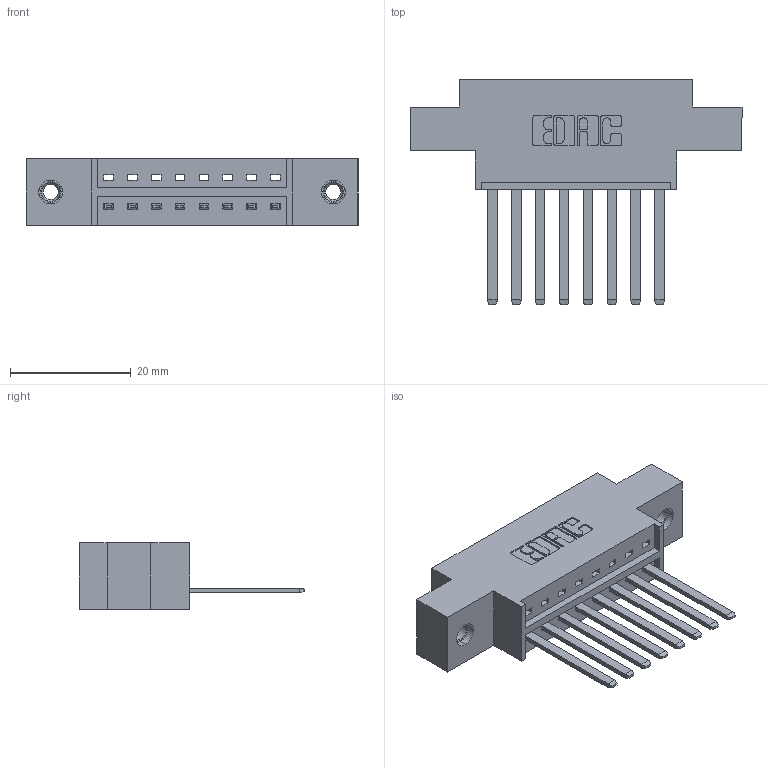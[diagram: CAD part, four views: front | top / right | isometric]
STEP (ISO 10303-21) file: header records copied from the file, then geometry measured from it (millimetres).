
FILE_DESCRIPTION (( 'STEP AP203' ), '1' );
FILE_NAME ('336-008-541-607.STEP', '2020-08-07T19:22:12', ( '' ), ( '' ), 'SwSTEP 2.0', 'SolidWorks 2020', '' );
FILE_SCHEMA (( 'CONFIG_CONTROL_DESIGN' ));
Length unit declared in the file: inch
Products named in the file (4): 345-250-001_345-250-005-103; 336 Part_Offset - .156 Dia - TI; 336-290-001_336-290-541; 336-008-541-607
Assembly tree (11 placements, depth 2):
  336-008-541-607
    336 Part_Offset - .156 Dia - TI
    336-290-001_336-290-541  x8
    345-250-001_345-250-005-103  x2
Bounding box: 55.09 x 37.34 x 11.1 mm (x, y, z)
Volume: 7030.5 mm3; surface area: 7339.7 mm2
Topology: 11 solids, 11 shells, 578 faces, 1691 edges, 1114 vertices
Faces by surface type: plane 378, cylinder 184, cone 12, torus 4
Entity records: 11381 total; most frequent: CARTESIAN_POINT 2044, ORIENTED_EDGE 1882, DIRECTION 1727, EDGE_CURVE 941, VECTOR 789, LINE 789, VERTEX_POINT 622, AXIS2_PLACEMENT_3D 469
